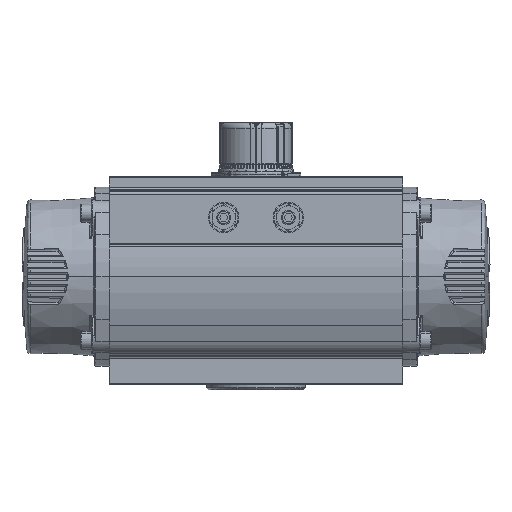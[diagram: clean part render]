
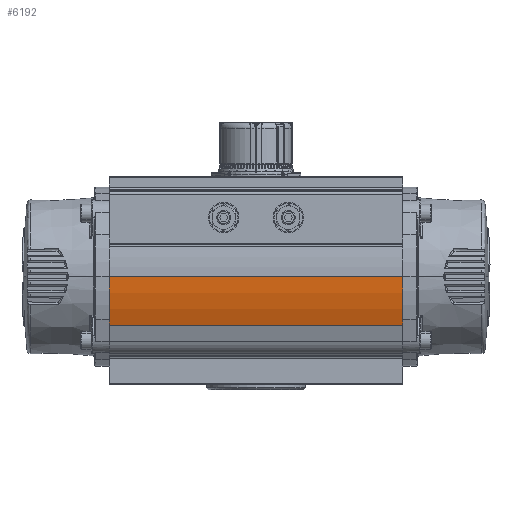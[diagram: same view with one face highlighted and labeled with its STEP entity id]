
A CAD part, top view. The second image highlights one B-rep face of the part: STEP entity #6192.
In plain terms, the highlighted cylindrical face has radius 79 mm (diameter 158 mm), a partial arc.
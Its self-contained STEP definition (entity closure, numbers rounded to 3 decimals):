
#5686 = EDGE_LOOP ( 'NONE', ( #5907, #5698, #5695, #5700 ) ) ;
#5687 = VERTEX_POINT ( 'NONE', #36827 ) ;
#5688 = EDGE_CURVE ( 'NONE', #5687, #6184, #36877, .T. ) ;
#5695 = ORIENTED_EDGE ( 'NONE', *, *, #5688, .T. ) ;
#5698 = ORIENTED_EDGE ( 'NONE', *, *, #6194, .T. ) ;
#5700 = ORIENTED_EDGE ( 'NONE', *, *, #5910, .T. ) ;
#5907 = ORIENTED_EDGE ( 'NONE', *, *, #5912, .F. ) ;
#5910 = EDGE_CURVE ( 'NONE', #6184, #6190, #37146, .T. ) ;
#5912 = EDGE_CURVE ( 'NONE', #6189, #6190, #37089, .T. ) ;
#6184 = VERTEX_POINT ( 'NONE', #38465 ) ;
#6189 = VERTEX_POINT ( 'NONE', #38556 ) ;
#6190 = VERTEX_POINT ( 'NONE', #38452 ) ;
#6192 = ADVANCED_FACE ( 'NONE', ( #38548 ), #38442, .T. ) ;
#6194 = EDGE_CURVE ( 'NONE', #6189, #5687, #38538, .T. ) ;
#36827 = CARTESIAN_POINT ( 'NONE',  ( -26.876, -82.223, -12.5 ) ) ;
#36872 = DIRECTION ( 'NONE',  ( 0., 1., 0. ) ) ;
#36875 = VECTOR ( 'NONE', #36872, 1000. ) ;
#36876 = CARTESIAN_POINT ( 'NONE',  ( -26.876, -0.323, -12.5 ) ) ;
#36877 = LINE ( 'NONE', #36876, #36875 ) ;
#37088 = CARTESIAN_POINT ( 'NONE',  ( -22.112, -0.323, -39.52 ) ) ;
#37089 = LINE ( 'NONE', #37088, #37139 ) ;
#37138 = DIRECTION ( 'NONE',  ( 0., 1., 0. ) ) ;
#37139 = VECTOR ( 'NONE', #37138, 1000. ) ;
#37143 = DIRECTION ( 'NONE',  ( 0., 0., -1. ) ) ;
#37144 = DIRECTION ( 'NONE',  ( 0., -1., 0. ) ) ;
#37145 = AXIS2_PLACEMENT_3D ( 'NONE', #37152, #37144, #37143 ) ;
#37146 = CIRCLE ( 'NONE', #37145, 79. ) ;
#37152 = CARTESIAN_POINT ( 'NONE',  ( 52.124, 81.577, -12.5 ) ) ;
#38442 = CYLINDRICAL_SURFACE ( 'NONE', #38549, 79. ) ;
#38452 = CARTESIAN_POINT ( 'NONE',  ( -22.112, 81.577, -39.52 ) ) ;
#38465 = CARTESIAN_POINT ( 'NONE',  ( -26.876, 81.577, -12.5 ) ) ;
#38469 = CARTESIAN_POINT ( 'NONE',  ( 52.124, -0.323, -12.5 ) ) ;
#38527 = DIRECTION ( 'NONE',  ( 0., 0., -1. ) ) ;
#38529 = DIRECTION ( 'NONE',  ( 0., 1., 0. ) ) ;
#38530 = CARTESIAN_POINT ( 'NONE',  ( 52.124, -82.223, -12.5 ) ) ;
#38538 = CIRCLE ( 'NONE', #38558, 79. ) ;
#38541 = DIRECTION ( 'NONE',  ( 0., 0., -1. ) ) ;
#38548 = FACE_OUTER_BOUND ( 'NONE', #5686, .T. ) ;
#38549 = AXIS2_PLACEMENT_3D ( 'NONE', #38469, #38560, #38541 ) ;
#38556 = CARTESIAN_POINT ( 'NONE',  ( -22.112, -82.223, -39.52 ) ) ;
#38558 = AXIS2_PLACEMENT_3D ( 'NONE', #38530, #38529, #38527 ) ;
#38560 = DIRECTION ( 'NONE',  ( 0., -1., 0. ) ) ;
